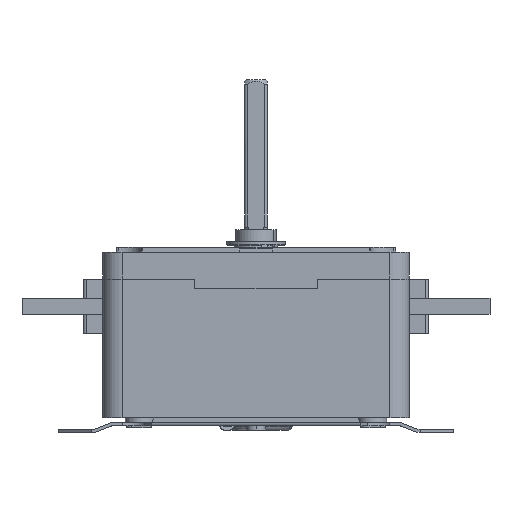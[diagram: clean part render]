
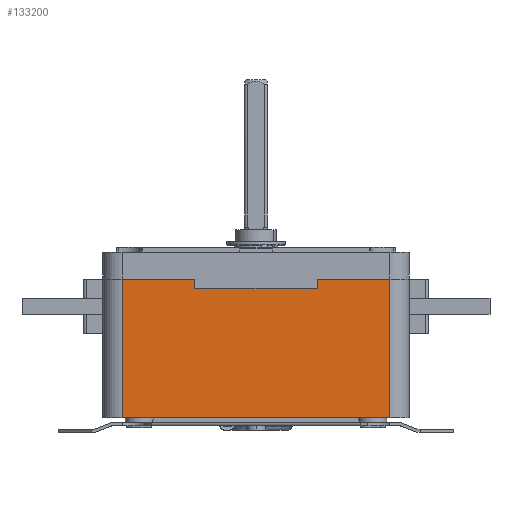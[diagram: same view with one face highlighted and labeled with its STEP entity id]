
A CAD part, front view. The second image highlights one B-rep face of the part: STEP entity #133200.
In plain terms, the highlighted planar face has unit normal (0, -1, 0).
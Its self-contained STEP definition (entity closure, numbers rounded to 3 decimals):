
#114800=CARTESIAN_POINT('',(-771.926,217.82,-86.));
#114810=VERTEX_POINT('',#114800);
#114840=CARTESIAN_POINT('',(0.,217.819,-86.));
#114850=DIRECTION('',(-1.,0.,0.));
#114860=VECTOR('',#114850,1.);
#114870=LINE('',#114840,#114860);
#114880=CARTESIAN_POINT('',(-605.927,217.819,-86.));
#114890=VERTEX_POINT('',#114880);
#114900=EDGE_CURVE('',#114890,#114810,#114870,.T.);
#119090=CARTESIAN_POINT('',(-605.927,217.819,
0.));
#119100=VERTEX_POINT('',#119090);
#119220=CARTESIAN_POINT('',(-605.927,217.819,0.));
#119230=DIRECTION('',(0.,0.,1.));
#119240=VECTOR('',#119230,1.);
#119250=LINE('',#119220,#119240);
#119260=EDGE_CURVE('',#114890,#119100,#119250,.T.);
#129250=CARTESIAN_POINT('',(-650.927,217.819,
0.));
#129260=VERTEX_POINT('',#129250);
#129310=CARTESIAN_POINT('',(-650.927,217.819,0.));
#129320=DIRECTION('',(0.,0.,-1.));
#129330=VECTOR('',#129320,1.);
#129340=LINE('',#129310,#129330);
#129350=CARTESIAN_POINT('',(-650.927,217.819,-5.));
#129360=VERTEX_POINT('',#129350);
#129370=EDGE_CURVE('',#129260,#129360,#129340,.T.);
#132500=CARTESIAN_POINT('',(-771.927,217.82,0.));
#132510=DIRECTION('',(0.,-1.,-0.));
#132520=DIRECTION('',(-1.,0.,0.));
#132530=AXIS2_PLACEMENT_3D('',#132500,#132510,#132520);
#132540=PLANE('',#132530);
#132550=ORIENTED_EDGE('',*,*,#114900,.F.);
#132560=CARTESIAN_POINT('',(-771.926,217.82,0.));
#132570=DIRECTION('',(0.,0.,-1.));
#132580=VECTOR('',#132570,1.);
#132590=LINE('',#132560,#132580);
#132600=CARTESIAN_POINT('',(-771.926,217.82,
0.));
#132610=VERTEX_POINT('',#132600);
#132620=EDGE_CURVE('',#132610,#114810,#132590,.T.);
#132630=ORIENTED_EDGE('',*,*,#132620,.T.);
#132640=CARTESIAN_POINT('',(0.,217.819,0.));
#132650=DIRECTION('',(1.,0.,
0.));
#132660=VECTOR('',#132650,1.);
#132670=LINE('',#132640,#132660);
#132680=CARTESIAN_POINT('',(-726.926,217.82,
0.));
#132690=VERTEX_POINT('',#132680);
#132700=EDGE_CURVE('',#132610,#132690,#132670,.T.);
#132710=ORIENTED_EDGE('',*,*,#132700,.F.);
#132720=CARTESIAN_POINT('',(-726.926,217.82,0.));
#132730=DIRECTION('',(0.,0.,1.));
#132740=VECTOR('',#132730,1.);
#132750=LINE('',#132720,#132740);
#132760=CARTESIAN_POINT('',(-726.926,217.82,-5.));
#132770=VERTEX_POINT('',#132760);
#132780=EDGE_CURVE('',#132770,#132690,#132750,.T.);
#132790=ORIENTED_EDGE('',*,*,#132780,.T.);
#132800=CARTESIAN_POINT('',(0.,217.819,-5.));
#132810=DIRECTION('',(1.,0.,0.));
#132820=VECTOR('',#132810,1.);
#132830=LINE('',#132800,#132820);
#132840=CARTESIAN_POINT('',(-726.777,217.82,-5.));
#132850=VERTEX_POINT('',#132840);
#132860=EDGE_CURVE('',#132770,#132850,#132830,.T.);
#132870=ORIENTED_EDGE('',*,*,#132860,.F.);
#132880=CARTESIAN_POINT('',(-726.777,217.82,0.));
#132890=DIRECTION('',(0.,0.,1.));
#132900=VECTOR('',#132890,1.);
#132910=LINE('',#132880,#132900);
#132920=CARTESIAN_POINT('',(-726.777,217.82,
-5.6));
#132930=VERTEX_POINT('',#132920);
#132940=EDGE_CURVE('',#132930,#132850,#132910,.T.);
#132950=ORIENTED_EDGE('',*,*,#132940,.T.);
#132960=CARTESIAN_POINT('',(0.,217.819,-5.6));
#132970=DIRECTION('',(1.,0.,
0.));
#132980=VECTOR('',#132970,1.);
#132990=LINE('',#132960,#132980);
#133000=CARTESIAN_POINT('',(-651.077,217.819,
-5.6));
#133010=VERTEX_POINT('',#133000);
#133020=EDGE_CURVE('',#132930,#133010,#132990,.T.);
#133030=ORIENTED_EDGE('',*,*,#133020,.F.);
#133040=CARTESIAN_POINT('',(-651.077,217.819,0.));
#133050=DIRECTION('',(0.,0.,-1.));
#133060=VECTOR('',#133050,1.);
#133070=LINE('',#133040,#133060);
#133080=CARTESIAN_POINT('',(-651.077,217.819,-5.));
#133090=VERTEX_POINT('',#133080);
#133100=EDGE_CURVE('',#133090,#133010,#133070,.T.);
#133110=ORIENTED_EDGE('',*,*,#133100,.T.);
#133120=EDGE_CURVE('',#133090,#129360,#132830,.T.);
#133130=ORIENTED_EDGE('',*,*,#133120,.F.);
#133140=ORIENTED_EDGE('',*,*,#129370,.T.);
#133150=EDGE_CURVE('',#129260,#119100,#132670,.T.);
#133160=ORIENTED_EDGE('',*,*,#133150,.F.);
#133170=ORIENTED_EDGE('',*,*,#119260,.T.);
#133180=EDGE_LOOP('',(#133170,#133160,#133140,#133130,#133110,#133030,
#132950,#132870,#132790,#132710,#132630,#132550));
#133190=FACE_OUTER_BOUND('',#133180,.T.);
#133200=ADVANCED_FACE('',(#133190),#132540,.T.);
